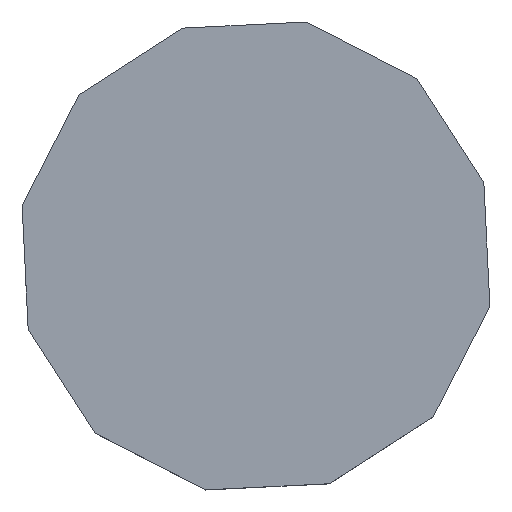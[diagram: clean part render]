
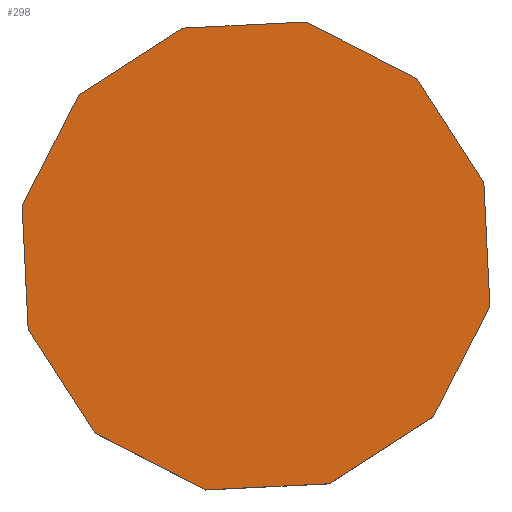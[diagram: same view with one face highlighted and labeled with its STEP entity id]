
A CAD part, top view. The second image highlights one B-rep face of the part: STEP entity #298.
In plain terms, the highlighted planar face has unit normal (0, 0, 1).
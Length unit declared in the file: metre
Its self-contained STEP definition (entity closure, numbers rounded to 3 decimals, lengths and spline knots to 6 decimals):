
#71=ORIENTED_EDGE('',*,*,#101,.T.);
#72=ORIENTED_EDGE('',*,*,#105,.T.);
#73=ORIENTED_EDGE('',*,*,#108,.T.);
#74=ORIENTED_EDGE('',*,*,#111,.T.);
#75=ORIENTED_EDGE('',*,*,#114,.T.);
#76=ORIENTED_EDGE('',*,*,#117,.T.);
#77=ORIENTED_EDGE('',*,*,#120,.T.);
#78=ORIENTED_EDGE('',*,*,#123,.T.);
#79=ORIENTED_EDGE('',*,*,#126,.T.);
#80=ORIENTED_EDGE('',*,*,#129,.T.);
#81=ORIENTED_EDGE('',*,*,#132,.T.);
#82=ORIENTED_EDGE('',*,*,#134,.T.);
#101=EDGE_CURVE('',#140,#139,#165,.T.);
#105=EDGE_CURVE('',#139,#142,#169,.T.);
#108=EDGE_CURVE('',#142,#144,#172,.T.);
#111=EDGE_CURVE('',#144,#146,#175,.T.);
#114=EDGE_CURVE('',#146,#148,#178,.T.);
#117=EDGE_CURVE('',#148,#150,#181,.T.);
#120=EDGE_CURVE('',#150,#152,#184,.T.);
#123=EDGE_CURVE('',#152,#154,#187,.T.);
#126=EDGE_CURVE('',#154,#156,#190,.T.);
#129=EDGE_CURVE('',#156,#158,#193,.T.);
#132=EDGE_CURVE('',#158,#160,#196,.T.);
#134=EDGE_CURVE('',#160,#140,#198,.T.);
#139=VERTEX_POINT('',#413);
#140=VERTEX_POINT('',#415);
#142=VERTEX_POINT('',#421);
#144=VERTEX_POINT('',#427);
#146=VERTEX_POINT('',#433);
#148=VERTEX_POINT('',#439);
#150=VERTEX_POINT('',#445);
#152=VERTEX_POINT('',#451);
#154=VERTEX_POINT('',#457);
#156=VERTEX_POINT('',#463);
#158=VERTEX_POINT('',#469);
#160=VERTEX_POINT('',#475);
#165=LINE('',#414,#201);
#169=LINE('',#422,#205);
#172=LINE('',#428,#208);
#175=LINE('',#434,#211);
#178=LINE('',#440,#214);
#181=LINE('',#446,#217);
#184=LINE('',#452,#220);
#187=LINE('',#458,#223);
#190=LINE('',#464,#226);
#193=LINE('',#470,#229);
#196=LINE('',#476,#232);
#198=LINE('',#479,#234);
#201=VECTOR('',#339,1.);
#205=VECTOR('',#345,1.);
#208=VECTOR('',#350,1.);
#211=VECTOR('',#355,1.);
#214=VECTOR('',#360,1.);
#217=VECTOR('',#365,1.);
#220=VECTOR('',#370,1.);
#223=VECTOR('',#375,1.);
#226=VECTOR('',#380,1.);
#229=VECTOR('',#385,1.);
#232=VECTOR('',#390,1.);
#234=VECTOR('',#394,1.);
#247=EDGE_LOOP('',(#71,#72,#73,#74,#75,#76,#77,#78,#79,#80,#81,#82));
#265=FACE_BOUND('',#247,.T.);
#283=PLANE('',#327);
#298=ADVANCED_FACE('',(#265),#283,.T.);
#327=AXIS2_PLACEMENT_3D('',#480,#395,#396);
#339=DIRECTION('',(0.999,0.049,0.));
#345=DIRECTION('',(0.84,0.542,0.));
#350=DIRECTION('',(0.457,0.89,0.));
#355=DIRECTION('',(-0.049,0.999,0.));
#360=DIRECTION('',(-0.542,0.84,0.));
#365=DIRECTION('',(-0.89,0.457,0.));
#370=DIRECTION('',(-0.999,-0.049,0.));
#375=DIRECTION('',(-0.84,-0.542,0.));
#380=DIRECTION('',(-0.457,-0.89,0.));
#385=DIRECTION('',(0.049,-0.999,0.));
#390=DIRECTION('',(0.542,-0.84,0.));
#394=DIRECTION('',(0.89,-0.457,0.));
#395=DIRECTION('',(0.,0.,1.));
#396=DIRECTION('',(1.,0.,0.));
#413=CARTESIAN_POINT('',(0.012079,0.444312,0.641675));
#414=CARTESIAN_POINT('',(0.001882,0.443808,0.641675));
#415=CARTESIAN_POINT('',(-0.008314,0.443304,0.641675));
#421=CARTESIAN_POINT('',(0.029235,0.455382,0.641675));
#422=CARTESIAN_POINT('',(0.020657,0.449847,0.641675));
#427=CARTESIAN_POINT('',(0.038558,0.473547,0.641675));
#428=CARTESIAN_POINT('',(0.033896,0.464465,0.641675));
#433=CARTESIAN_POINT('',(0.037549,0.49394,0.641675));
#434=CARTESIAN_POINT('',(0.038053,0.483743,0.641675));
#439=CARTESIAN_POINT('',(0.026479,0.511096,0.641675));
#440=CARTESIAN_POINT('',(0.032014,0.502518,0.641675));
#445=CARTESIAN_POINT('',(0.008314,0.520419,0.641675));
#446=CARTESIAN_POINT('',(0.017397,0.515758,0.641675));
#451=CARTESIAN_POINT('',(-0.012079,0.519411,0.641675));
#452=CARTESIAN_POINT('',(-0.001882,0.519915,0.641675));
#457=CARTESIAN_POINT('',(-0.029235,0.508341,0.641675));
#458=CARTESIAN_POINT('',(-0.020657,0.513876,0.641675));
#463=CARTESIAN_POINT('',(-0.038558,0.490176,0.641675));
#464=CARTESIAN_POINT('',(-0.033896,0.499258,0.641675));
#469=CARTESIAN_POINT('',(-0.037549,0.469783,0.641675));
#470=CARTESIAN_POINT('',(-0.038053,0.479979,0.641675));
#475=CARTESIAN_POINT('',(-0.026479,0.452626,0.641675));
#476=CARTESIAN_POINT('',(-0.032014,0.461205,0.641675));
#479=CARTESIAN_POINT('',(-0.017397,0.447965,0.641675));
#480=CARTESIAN_POINT('',(0.,0.481861,0.641675));
